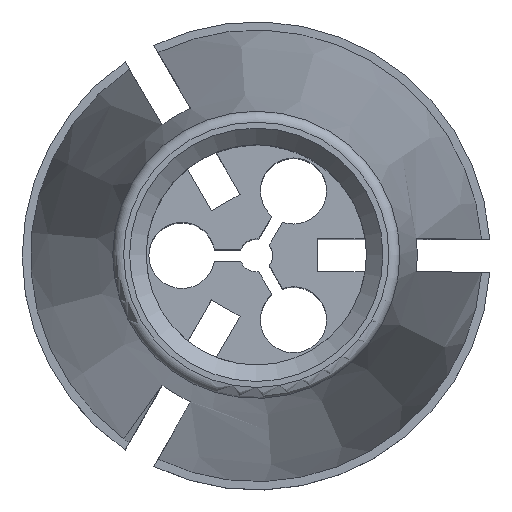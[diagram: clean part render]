
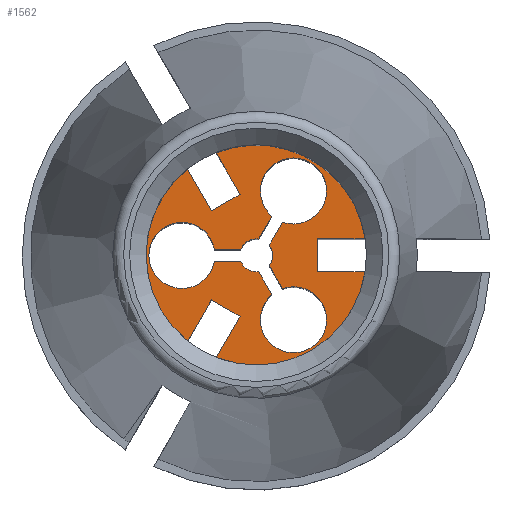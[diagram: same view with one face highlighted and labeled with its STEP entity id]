
A CAD part, top view. The second image highlights one B-rep face of the part: STEP entity #1562.
In plain terms, the highlighted planar face has unit normal (0, 0, 1).
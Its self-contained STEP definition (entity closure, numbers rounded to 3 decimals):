
#157=CIRCLE('',#1680,0.3);
#159=CIRCLE('',#1683,0.3);
#161=CIRCLE('',#1686,0.3);
#168=CIRCLE('',#1700,0.6);
#170=CIRCLE('',#1703,0.6);
#172=CIRCLE('',#1706,0.6);
#174=CIRCLE('',#1709,2.);
#175=CIRCLE('',#1710,2.);
#176=CIRCLE('',#1711,2.);
#381=ORIENTED_EDGE('',*,*,#842,.T.);
#382=ORIENTED_EDGE('',*,*,#718,.T.);
#383=ORIENTED_EDGE('',*,*,#843,.T.);
#384=ORIENTED_EDGE('',*,*,#844,.F.);
#385=ORIENTED_EDGE('',*,*,#845,.T.);
#386=ORIENTED_EDGE('',*,*,#846,.T.);
#387=ORIENTED_EDGE('',*,*,#818,.T.);
#388=ORIENTED_EDGE('',*,*,#815,.F.);
#389=ORIENTED_EDGE('',*,*,#847,.T.);
#390=ORIENTED_EDGE('',*,*,#754,.T.);
#391=ORIENTED_EDGE('',*,*,#848,.T.);
#392=ORIENTED_EDGE('',*,*,#849,.F.);
#393=ORIENTED_EDGE('',*,*,#830,.T.);
#394=ORIENTED_EDGE('',*,*,#850,.T.);
#395=ORIENTED_EDGE('',*,*,#795,.T.);
#396=ORIENTED_EDGE('',*,*,#851,.T.);
#397=ORIENTED_EDGE('',*,*,#834,.T.);
#398=ORIENTED_EDGE('',*,*,#852,.T.);
#399=ORIENTED_EDGE('',*,*,#791,.T.);
#400=ORIENTED_EDGE('',*,*,#853,.T.);
#401=ORIENTED_EDGE('',*,*,#838,.T.);
#402=ORIENTED_EDGE('',*,*,#854,.T.);
#403=ORIENTED_EDGE('',*,*,#799,.T.);
#404=ORIENTED_EDGE('',*,*,#855,.T.);
#718=EDGE_CURVE('',#961,#960,#1113,.T.);
#754=EDGE_CURVE('',#991,#990,#1130,.T.);
#791=EDGE_CURVE('',#1023,#1022,#157,.T.);
#795=EDGE_CURVE('',#1027,#1026,#159,.T.);
#799=EDGE_CURVE('',#1031,#1030,#161,.T.);
#815=EDGE_CURVE('',#1042,#1043,#1156,.T.);
#818=EDGE_CURVE('',#1045,#1043,#1158,.T.);
#830=EDGE_CURVE('',#1052,#1053,#168,.T.);
#834=EDGE_CURVE('',#1056,#1057,#170,.T.);
#838=EDGE_CURVE('',#1060,#1061,#172,.T.);
#842=EDGE_CURVE('',#1064,#961,#174,.T.);
#843=EDGE_CURVE('',#960,#1065,#1171,.T.);
#844=EDGE_CURVE('',#1066,#1065,#1172,.T.);
#845=EDGE_CURVE('',#1066,#1067,#175,.T.);
#846=EDGE_CURVE('',#1067,#1045,#1173,.T.);
#847=EDGE_CURVE('',#1042,#991,#176,.T.);
#848=EDGE_CURVE('',#990,#1068,#1174,.T.);
#849=EDGE_CURVE('',#1064,#1068,#1175,.T.);
#850=EDGE_CURVE('',#1053,#1027,#1176,.T.);
#851=EDGE_CURVE('',#1026,#1056,#1177,.T.);
#852=EDGE_CURVE('',#1057,#1023,#1178,.T.);
#853=EDGE_CURVE('',#1022,#1060,#1179,.T.);
#854=EDGE_CURVE('',#1061,#1031,#1180,.T.);
#855=EDGE_CURVE('',#1030,#1052,#1181,.T.);
#960=VERTEX_POINT('',#2297);
#961=VERTEX_POINT('',#2299);
#990=VERTEX_POINT('',#2400);
#991=VERTEX_POINT('',#2402);
#1022=VERTEX_POINT('',#2519);
#1023=VERTEX_POINT('',#2521);
#1026=VERTEX_POINT('',#2528);
#1027=VERTEX_POINT('',#2530);
#1030=VERTEX_POINT('',#2537);
#1031=VERTEX_POINT('',#2539);
#1042=VERTEX_POINT('',#2578);
#1043=VERTEX_POINT('',#2580);
#1045=VERTEX_POINT('',#2586);
#1052=VERTEX_POINT('',#2616);
#1053=VERTEX_POINT('',#2617);
#1056=VERTEX_POINT('',#2625);
#1057=VERTEX_POINT('',#2626);
#1060=VERTEX_POINT('',#2634);
#1061=VERTEX_POINT('',#2635);
#1064=VERTEX_POINT('',#2643);
#1065=VERTEX_POINT('',#2645);
#1066=VERTEX_POINT('',#2647);
#1067=VERTEX_POINT('',#2649);
#1068=VERTEX_POINT('',#2653);
#1113=LINE('',#2298,#1224);
#1130=LINE('',#2401,#1241);
#1156=LINE('',#2579,#1267);
#1158=LINE('',#2585,#1269);
#1171=LINE('',#2644,#1282);
#1172=LINE('',#2646,#1283);
#1173=LINE('',#2650,#1284);
#1174=LINE('',#2652,#1285);
#1175=LINE('',#2654,#1286);
#1176=LINE('',#2655,#1287);
#1177=LINE('',#2656,#1288);
#1178=LINE('',#2657,#1289);
#1179=LINE('',#2658,#1290);
#1180=LINE('',#2659,#1291);
#1181=LINE('',#2660,#1292);
#1224=VECTOR('',#1834,1000.);
#1241=VECTOR('',#1887,1000.);
#1267=VECTOR('',#1977,1000.);
#1269=VECTOR('',#1983,1000.);
#1282=VECTOR('',#2032,1000.);
#1283=VECTOR('',#2033,1000.);
#1284=VECTOR('',#2036,1000.);
#1285=VECTOR('',#2039,1000.);
#1286=VECTOR('',#2040,1000.);
#1287=VECTOR('',#2041,1000.);
#1288=VECTOR('',#2042,1000.);
#1289=VECTOR('',#2043,1000.);
#1290=VECTOR('',#2044,1000.);
#1291=VECTOR('',#2045,1000.);
#1292=VECTOR('',#2046,1000.);
#1358=EDGE_LOOP('',(#381,#382,#383,#384,#385,#386,#387,#388,#389,#390,#391,
#392));
#1359=EDGE_LOOP('',(#393,#394,#395,#396,#397,#398,#399,#400,#401,#402,#403,
#404));
#1447=FACE_BOUND('',#1358,.T.);
#1448=FACE_BOUND('',#1359,.T.);
#1510=PLANE('',#1708);
#1562=ADVANCED_FACE('',(#1447,#1448),#1510,.F.);
#1680=AXIS2_PLACEMENT_3D('',#2520,#1942,#1943);
#1683=AXIS2_PLACEMENT_3D('',#2529,#1950,#1951);
#1686=AXIS2_PLACEMENT_3D('',#2538,#1958,#1959);
#1700=AXIS2_PLACEMENT_3D('',#2615,#2006,#2007);
#1703=AXIS2_PLACEMENT_3D('',#2624,#2014,#2015);
#1706=AXIS2_PLACEMENT_3D('',#2633,#2022,#2023);
#1708=AXIS2_PLACEMENT_3D('',#2641,#2028,#2029);
#1709=AXIS2_PLACEMENT_3D('',#2642,#2030,#2031);
#1710=AXIS2_PLACEMENT_3D('',#2648,#2034,#2035);
#1711=AXIS2_PLACEMENT_3D('',#2651,#2037,#2038);
#1834=DIRECTION('',(0.5,0.866,0.));
#1887=DIRECTION('',(0.5,-0.866,0.));
#1942=DIRECTION('',(0.,0.,-1.));
#1943=DIRECTION('',(-1.,0.,0.));
#1950=DIRECTION('',(0.,0.,-1.));
#1951=DIRECTION('',(-1.,0.,0.));
#1958=DIRECTION('',(0.,0.,-1.));
#1959=DIRECTION('',(-1.,0.,0.));
#1977=DIRECTION('',(-1.,0.,0.));
#1983=DIRECTION('',(0.,1.,0.));
#2006=DIRECTION('',(0.,0.,-1.));
#2007=DIRECTION('',(-1.,0.,0.));
#2014=DIRECTION('',(0.,0.,-1.));
#2015=DIRECTION('',(-1.,0.,0.));
#2022=DIRECTION('',(0.,0.,-1.));
#2023=DIRECTION('',(-1.,0.,0.));
#2028=DIRECTION('',(0.,0.,-1.));
#2029=DIRECTION('',(-1.,0.,0.));
#2030=DIRECTION('',(0.,0.,1.));
#2031=DIRECTION('',(1.,0.,0.));
#2032=DIRECTION('',(0.866,-0.5,0.));
#2033=DIRECTION('',(0.5,0.866,0.));
#2034=DIRECTION('',(0.,0.,1.));
#2035=DIRECTION('',(1.,0.,0.));
#2036=DIRECTION('',(-1.,0.,0.));
#2037=DIRECTION('',(0.,0.,1.));
#2038=DIRECTION('',(1.,0.,0.));
#2039=DIRECTION('',(-0.866,-0.5,0.));
#2040=DIRECTION('',(0.5,-0.866,0.));
#2041=DIRECTION('',(-0.5,0.866,0.));
#2042=DIRECTION('',(-1.,0.,0.));
#2043=DIRECTION('',(1.,0.,0.));
#2044=DIRECTION('',(0.5,0.866,0.));
#2045=DIRECTION('',(-0.5,-0.866,0.));
#2046=DIRECTION('',(0.5,-0.866,0.));
#2297=CARTESIAN_POINT('',(-0.813,-0.809,7.6));
#2298=CARTESIAN_POINT('',(-1.26,-1.582,7.6));
#2299=CARTESIAN_POINT('',(-1.248,-1.562,7.6));
#2400=CARTESIAN_POINT('',(-0.294,1.109,7.6));
#2401=CARTESIAN_POINT('',(-0.74,1.882,7.6));
#2402=CARTESIAN_POINT('',(-0.729,1.862,7.6));
#2519=CARTESIAN_POINT('',(0.044,0.297,7.6));
#2520=CARTESIAN_POINT('',(0.,0.,7.6));
#2521=CARTESIAN_POINT('',(-0.279,0.11,7.6));
#2528=CARTESIAN_POINT('',(-0.279,-0.11,7.6));
#2529=CARTESIAN_POINT('',(0.,0.,7.6));
#2530=CARTESIAN_POINT('',(0.044,-0.297,7.6));
#2537=CARTESIAN_POINT('',(0.235,-0.187,7.6));
#2538=CARTESIAN_POINT('',(0.,0.,7.6));
#2539=CARTESIAN_POINT('',(0.235,0.187,7.6));
#2578=CARTESIAN_POINT('',(1.977,0.3,7.6));
#2579=CARTESIAN_POINT('',(2.,0.3,7.6));
#2580=CARTESIAN_POINT('',(1.107,0.3,7.6));
#2585=CARTESIAN_POINT('',(1.107,-0.3,7.6));
#2586=CARTESIAN_POINT('',(1.107,-0.3,7.6));
#2615=CARTESIAN_POINT('',(0.675,-1.169,7.6));
#2616=CARTESIAN_POINT('',(0.475,-0.603,7.6));
#2617=CARTESIAN_POINT('',(0.285,-0.713,7.6));
#2624=CARTESIAN_POINT('',(-1.35,0.,7.6));
#2625=CARTESIAN_POINT('',(-0.76,-0.11,7.6));
#2626=CARTESIAN_POINT('',(-0.76,0.11,7.6));
#2633=CARTESIAN_POINT('',(0.675,1.169,7.6));
#2634=CARTESIAN_POINT('',(0.285,0.713,7.6));
#2635=CARTESIAN_POINT('',(0.475,0.603,7.6));
#2641=CARTESIAN_POINT('',(2.,0.,7.6));
#2642=CARTESIAN_POINT('',(0.,0.,7.6));
#2643=CARTESIAN_POINT('',(-1.248,1.562,7.6));
#2644=CARTESIAN_POINT('',(-0.813,-0.809,7.6));
#2645=CARTESIAN_POINT('',(-0.294,-1.109,7.6));
#2646=CARTESIAN_POINT('',(-0.74,-1.882,7.6));
#2647=CARTESIAN_POINT('',(-0.729,-1.862,7.6));
#2648=CARTESIAN_POINT('',(0.,0.,7.6));
#2649=CARTESIAN_POINT('',(1.977,-0.3,7.6));
#2650=CARTESIAN_POINT('',(2.,-0.3,7.6));
#2651=CARTESIAN_POINT('',(0.,0.,7.6));
#2652=CARTESIAN_POINT('',(-0.294,1.109,7.6));
#2653=CARTESIAN_POINT('',(-0.813,0.809,7.6));
#2654=CARTESIAN_POINT('',(-1.26,1.582,7.6));
#2655=CARTESIAN_POINT('',(0.405,-0.921,7.6));
#2656=CARTESIAN_POINT('',(2.,-0.11,7.6));
#2657=CARTESIAN_POINT('',(2.,0.11,7.6));
#2658=CARTESIAN_POINT('',(0.405,0.921,7.6));
#2659=CARTESIAN_POINT('',(0.595,0.811,7.6));
#2660=CARTESIAN_POINT('',(0.595,-0.811,7.6));
